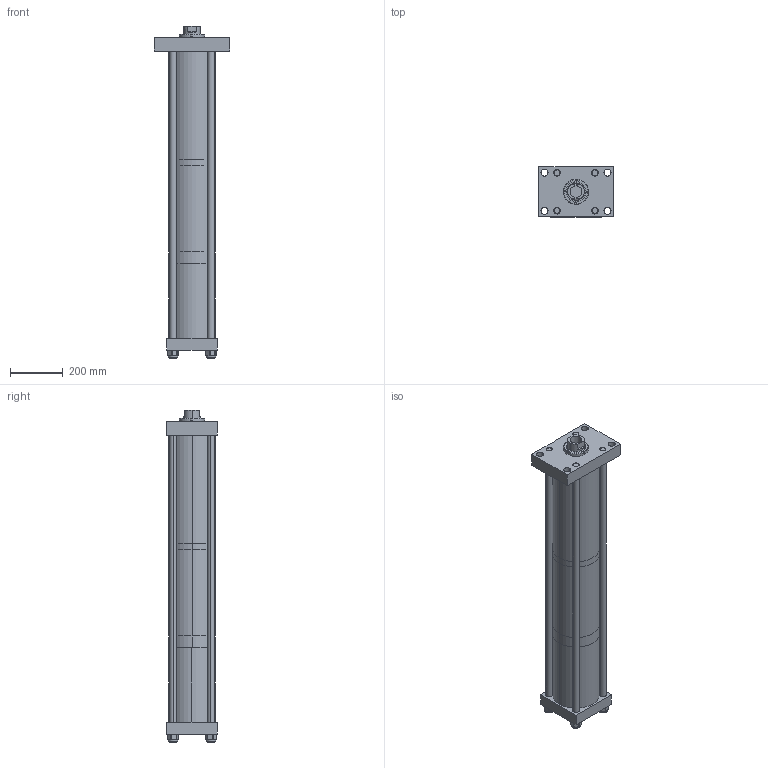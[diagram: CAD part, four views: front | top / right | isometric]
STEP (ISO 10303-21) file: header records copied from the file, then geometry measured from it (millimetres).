
FILE_DESCRIPTION (( 'STEP AP203' ), '1' );
FILE_NAME ('HPI-40-6.00-.25-FH.STEP', '2018-06-19T14:00:10', ( '' ), ( '' ), 'SwSTEP 2.0', 'SolidWorks 2016', '' );
FILE_SCHEMA (( 'CONFIG_CONTROL_DESIGN' ));
Length unit declared in the file: inch
Products named in the file (12): EI3005_40-6.0-.25; E3001_Work Rod HPI-30-4-.50-FH; E3013; E3003; E3018_40-6.0-.25; E3011_40-6.00; E3064; Nut30; EI3014_40-.25; E3004; HPI-40-6.00-.25-FH; E3010
Assembly tree (17 placements, depth 2):
  HPI-40-6.00-.25-FH
    E3004
    E3003
    E3001_Work Rod HPI-30-4-.50-FH
    E3010
    E3013
    E3064
    Nut30  x4
    E3011_40-6.00
    EI3014_40-.25
    EI3005_40-6.0-.25
    E3018_40-6.0-.25  x4
Bounding box: 285.75 x 190.5 x 1263.52 mm (x, y, z)
Volume: 16099696.6 mm3; surface area: 2138286.8 mm2
Topology: 17 solids, 17 shells, 380 faces, 889 edges, 572 vertices
Faces by surface type: cylinder 195, plane 149, cone 36
Entity records: 10289 total; most frequent: CARTESIAN_POINT 1966, DIRECTION 1578, ORIENTED_EDGE 1312, EDGE_CURVE 656, AXIS2_PLACEMENT_3D 649, VERTEX_POINT 428, EDGE_LOOP 366, CIRCLE 345
